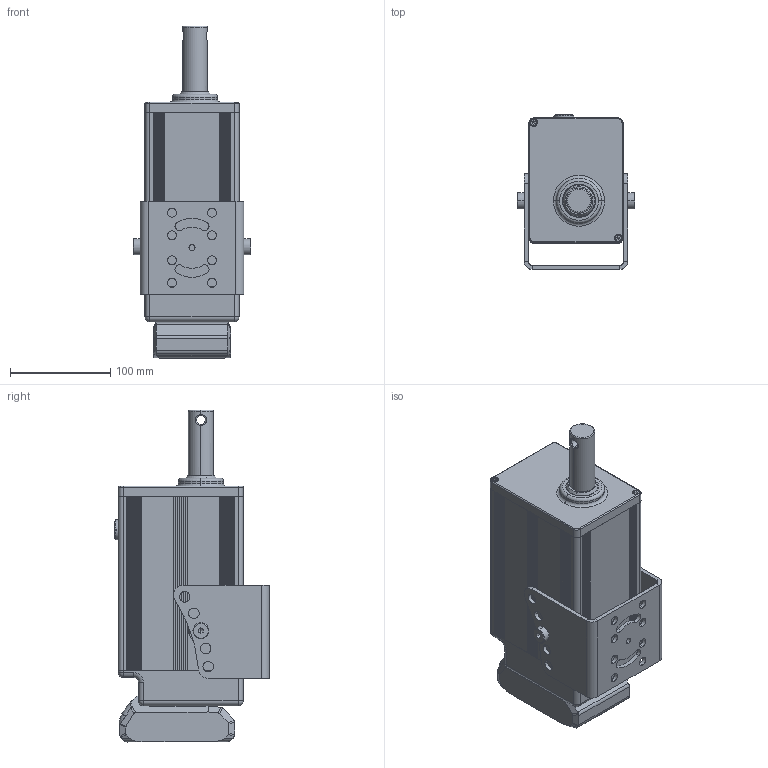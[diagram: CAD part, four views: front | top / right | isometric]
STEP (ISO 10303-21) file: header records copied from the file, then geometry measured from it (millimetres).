
FILE_DESCRIPTION (( 'STEP AP203' ), '1' );
FILE_NAME ('31105436_stp_-.step', '2024-10-22T12:28:47', ( '' ), ( '' ), 'SwSTEP 2.0', 'SolidWorks 2023', '' );
FILE_SCHEMA (( 'CONFIG_CONTROL_DESIGN' ));
Length unit declared in the file: millimetre
Products named in the file (17): 17880_Standart; Folientastatur_ohne Anschlussbüchse; 17807; 15785; 31105436_stp_-; 16207; Abstreifer AM45 25x33x4-7; 17877_Standart; 15786_15.5; Flanschdose-09-0116-80-05; 31104584; 31105440; Zyl-Schr M4x16 schwarz ohne Schaft 8.8; 17827; Se-Schr M2.5x8 rostfrei A2 Innensechskant; 16206; 31105444
Assembly tree (20 placements, depth 2):
  31105436_stp_-
    17880_Standart
    17807
    31105440
    31105444
    17827
    15785
    15786_15.5
    17877_Standart
    16207
    16206
    Flanschdose-09-0116-80-05
    Folientastatur_ohne Anschlussbüchse
    Abstreifer AM45 25x33x4-7
    Zyl-Schr M4x16 schwarz ohne Schaft 8.8  x2
    Se-Schr M2.5x8 rostfrei A2 Innensechskant  x4
    31104584
Bounding box: 117.6 x 154.66 x 331.89 mm (x, y, z)
Volume: 1066764.4 mm3; surface area: 388682.4 mm2
Topology: 20 solids, 20 shells, 1821 faces, 4705 edges, 2943 vertices
Faces by surface type: cylinder 770, plane 740, torus 152, cone 119, bspline 20, sphere 20
Entity records: 57642 total; most frequent: CARTESIAN_POINT 12259, DIRECTION 9457, ORIENTED_EDGE 8978, EDGE_CURVE 4489, AXIS2_PLACEMENT_3D 3456, VERTEX_POINT 2844, LINE 2545, VECTOR 2545
